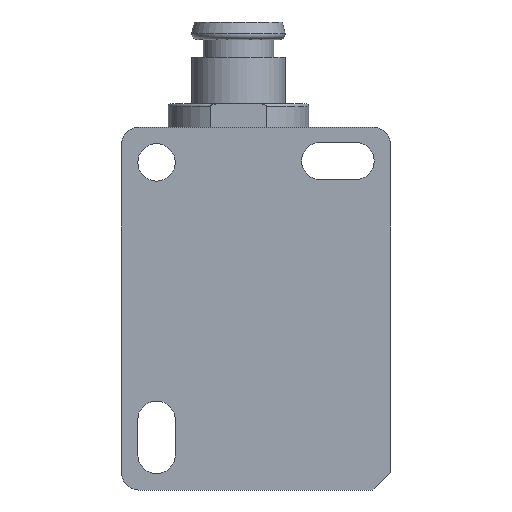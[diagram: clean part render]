
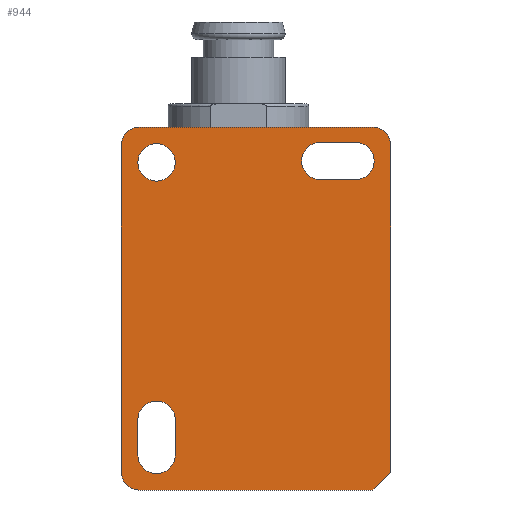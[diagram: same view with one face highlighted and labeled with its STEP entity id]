
A CAD part, front view. The second image highlights one B-rep face of the part: STEP entity #944.
In plain terms, the highlighted planar face has unit normal (0, -1, 0).
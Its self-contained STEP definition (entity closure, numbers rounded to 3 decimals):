
#34=DIRECTION('',(0.707,0.,0.707));
#35=VECTOR('',#34,2.121);
#36=CARTESIAN_POINT('',(21.5,0.,-31.));
#37=LINE('',#36,#35);
#42=DIRECTION('',(-1.,0.,0.));
#43=VECTOR('',#42,20.);
#44=CARTESIAN_POINT('',(21.5,0.,-31.));
#45=LINE('',#44,#43);
#49=CARTESIAN_POINT('',(1.5,0.,-29.5));
#50=DIRECTION('',(0.,-1.,0.));
#51=DIRECTION('',(-1.,0.,0.));
#52=AXIS2_PLACEMENT_3D('',#49,#50,#51);
#57=DIRECTION('',(0.,0.,1.));
#58=VECTOR('',#57,28.);
#59=CARTESIAN_POINT('',(0.,0.,-29.5));
#60=LINE('',#59,#58);
#64=CARTESIAN_POINT('',(1.5,0.,-1.5));
#65=DIRECTION('',(0.,-1.,0.));
#66=DIRECTION('',(0.,0.,1.));
#67=AXIS2_PLACEMENT_3D('',#64,#65,#66);
#72=DIRECTION('',(1.,0.,0.));
#73=VECTOR('',#72,20.);
#74=CARTESIAN_POINT('',(1.5,0.,0.));
#75=LINE('',#74,#73);
#79=CARTESIAN_POINT('',(21.5,0.,-1.5));
#80=DIRECTION('',(0.,-1.,0.));
#81=DIRECTION('',(1.,0.,0.));
#82=AXIS2_PLACEMENT_3D('',#79,#80,#81);
#87=DIRECTION('',(0.,0.,-1.));
#88=VECTOR('',#87,28.);
#89=CARTESIAN_POINT('',(23.,0.,-1.5));
#90=LINE('',#89,#88);
#94=CARTESIAN_POINT('',(3.,0.,-28.));
#95=DIRECTION('',(0.,1.,0.));
#96=DIRECTION('',(1.,0.,0.));
#97=AXIS2_PLACEMENT_3D('',#94,#95,#96);
#102=DIRECTION('',(0.,0.,-1.));
#103=VECTOR('',#102,3.);
#104=CARTESIAN_POINT('',(4.6,0.,-25.));
#105=LINE('',#104,#103);
#109=CARTESIAN_POINT('',(3.,0.,-25.));
#110=DIRECTION('',(0.,1.,0.));
#111=DIRECTION('',(-1.,0.,0.));
#112=AXIS2_PLACEMENT_3D('',#109,#110,#111);
#117=DIRECTION('',(0.,0.,1.));
#118=VECTOR('',#117,3.);
#119=CARTESIAN_POINT('',(1.4,0.,-28.));
#120=LINE('',#119,#118);
#124=DIRECTION('',(-1.,0.,0.));
#125=VECTOR('',#124,3.);
#126=CARTESIAN_POINT('',(20.,0.,-4.482));
#127=LINE('',#126,#125);
#131=CARTESIAN_POINT('',(20.,0.,-2.882));
#132=DIRECTION('',(0.,1.,0.));
#133=DIRECTION('',(0.,0.,1.));
#134=AXIS2_PLACEMENT_3D('',#131,#132,#133);
#139=DIRECTION('',(1.,0.,0.));
#140=VECTOR('',#139,3.);
#141=CARTESIAN_POINT('',(17.,0.,-1.282));
#142=LINE('',#141,#140);
#146=CARTESIAN_POINT('',(17.,0.,-2.882));
#147=DIRECTION('',(0.,1.,0.));
#148=DIRECTION('',(0.,0.,-1.));
#149=AXIS2_PLACEMENT_3D('',#146,#147,#148);
#154=CARTESIAN_POINT('',(3.,0.,-3.));
#155=DIRECTION('',(0.,-1.,0.));
#156=DIRECTION('',(1.,0.,0.));
#157=AXIS2_PLACEMENT_3D('',#154,#155,#156);
#162=CARTESIAN_POINT('',(3.,0.,-3.));
#163=DIRECTION('',(0.,-1.,0.));
#164=DIRECTION('',(-1.,0.,0.));
#165=AXIS2_PLACEMENT_3D('',#162,#163,#164);
#777=CARTESIAN_POINT('',(23.,0.,-1.5));
#778=CARTESIAN_POINT('',(21.5,0.,0.));
#779=VERTEX_POINT('',#777);
#780=VERTEX_POINT('',#778);
#785=CARTESIAN_POINT('',(1.5,0.,0.));
#786=CARTESIAN_POINT('',(0.,0.,-1.5));
#787=VERTEX_POINT('',#785);
#788=VERTEX_POINT('',#786);
#793=CARTESIAN_POINT('',(0.,0.,-29.5));
#794=CARTESIAN_POINT('',(1.5,0.,-31.));
#795=VERTEX_POINT('',#793);
#796=VERTEX_POINT('',#794);
#801=CARTESIAN_POINT('',(21.5,0.,-31.));
#802=CARTESIAN_POINT('',(23.,0.,-29.5));
#803=VERTEX_POINT('',#801);
#804=VERTEX_POINT('',#802);
#809=CARTESIAN_POINT('',(4.6,0.,-28.));
#810=CARTESIAN_POINT('',(1.4,0.,-28.));
#811=VERTEX_POINT('',#809);
#812=VERTEX_POINT('',#810);
#813=CARTESIAN_POINT('',(1.4,0.,-25.));
#814=VERTEX_POINT('',#813);
#815=CARTESIAN_POINT('',(4.6,0.,-25.));
#816=VERTEX_POINT('',#815);
#825=CARTESIAN_POINT('',(20.,0.,-4.482));
#826=CARTESIAN_POINT('',(17.,0.,-4.482));
#827=VERTEX_POINT('',#825);
#828=VERTEX_POINT('',#826);
#829=CARTESIAN_POINT('',(17.,0.,-1.282));
#830=VERTEX_POINT('',#829);
#831=CARTESIAN_POINT('',(20.,0.,-1.282));
#832=VERTEX_POINT('',#831);
#841=CARTESIAN_POINT('',(4.6,0.,-3.));
#842=CARTESIAN_POINT('',(1.4,0.,-3.));
#843=VERTEX_POINT('',#841);
#844=VERTEX_POINT('',#842);
#895=CARTESIAN_POINT('',(0.,0.,0.));
#896=DIRECTION('',(0.,1.,0.));
#897=DIRECTION('',(1.,0.,0.));
#898=AXIS2_PLACEMENT_3D('',#895,#896,#897);
#899=PLANE('',#898);
#901=ORIENTED_EDGE('',*,*,#900,.F.);
#903=ORIENTED_EDGE('',*,*,#902,.T.);
#905=ORIENTED_EDGE('',*,*,#904,.F.);
#907=ORIENTED_EDGE('',*,*,#906,.T.);
#909=ORIENTED_EDGE('',*,*,#908,.F.);
#911=ORIENTED_EDGE('',*,*,#910,.T.);
#913=ORIENTED_EDGE('',*,*,#912,.F.);
#915=ORIENTED_EDGE('',*,*,#914,.T.);
#916=EDGE_LOOP('',(#901,#903,#905,#907,#909,#911,#913,#915));
#917=FACE_OUTER_BOUND('',#916,.F.);
#919=ORIENTED_EDGE('',*,*,#918,.F.);
#921=ORIENTED_EDGE('',*,*,#920,.F.);
#923=ORIENTED_EDGE('',*,*,#922,.F.);
#925=ORIENTED_EDGE('',*,*,#924,.F.);
#926=EDGE_LOOP('',(#919,#921,#923,#925));
#927=FACE_BOUND('',#926,.F.);
#929=ORIENTED_EDGE('',*,*,#928,.F.);
#931=ORIENTED_EDGE('',*,*,#930,.F.);
#933=ORIENTED_EDGE('',*,*,#932,.F.);
#935=ORIENTED_EDGE('',*,*,#934,.F.);
#936=EDGE_LOOP('',(#929,#931,#933,#935));
#937=FACE_BOUND('',#936,.F.);
#939=ORIENTED_EDGE('',*,*,#938,.T.);
#941=ORIENTED_EDGE('',*,*,#940,.T.);
#942=EDGE_LOOP('',(#939,#941));
#943=FACE_BOUND('',#942,.F.);
#944=ADVANCED_FACE('',(#917,#927,#937,#943),#899,.F.);
#53=CIRCLE('',#52,1.5);
#68=CIRCLE('',#67,1.5);
#83=CIRCLE('',#82,1.5);
#98=CIRCLE('',#97,1.6);
#113=CIRCLE('',#112,1.6);
#135=CIRCLE('',#134,1.6);
#150=CIRCLE('',#149,1.6);
#158=CIRCLE('',#157,1.6);
#166=CIRCLE('',#165,1.6);
#900=EDGE_CURVE('',#803,#804,#37,.T.);
#902=EDGE_CURVE('',#803,#796,#45,.T.);
#904=EDGE_CURVE('',#795,#796,#53,.T.);
#906=EDGE_CURVE('',#795,#788,#60,.T.);
#908=EDGE_CURVE('',#787,#788,#68,.T.);
#910=EDGE_CURVE('',#787,#780,#75,.T.);
#912=EDGE_CURVE('',#779,#780,#83,.T.);
#914=EDGE_CURVE('',#779,#804,#90,.T.);
#918=EDGE_CURVE('',#811,#812,#98,.T.);
#920=EDGE_CURVE('',#816,#811,#105,.T.);
#922=EDGE_CURVE('',#814,#816,#113,.T.);
#924=EDGE_CURVE('',#812,#814,#120,.T.);
#928=EDGE_CURVE('',#827,#828,#127,.T.);
#930=EDGE_CURVE('',#832,#827,#135,.T.);
#932=EDGE_CURVE('',#830,#832,#142,.T.);
#934=EDGE_CURVE('',#828,#830,#150,.T.);
#938=EDGE_CURVE('',#843,#844,#158,.T.);
#940=EDGE_CURVE('',#844,#843,#166,.T.);
